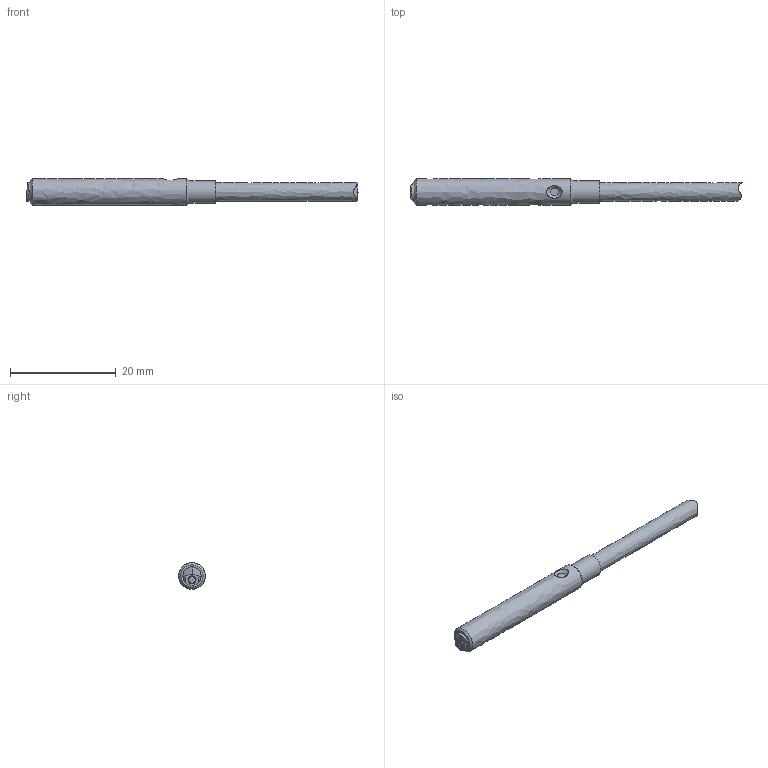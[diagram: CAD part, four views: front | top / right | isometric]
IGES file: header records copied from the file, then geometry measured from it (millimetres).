
Start section: Data from Parasolid IGES Translator 20.0.26, Copyright(c) 2006 Siemens P LM Software. All Rights Reserved.
Global section: file name: LTR-M05MA-NSK-403.igs; native system: By Siemens PLM Incorporated; preprocessor: XPlus GENERIC/IGES 20.0.26; author: Noname; organization: Noname; date: 20201111.093958; units: millimetre
Bounding box: 62.69 x 5 x 5 mm (x, y, z)
Surface area: 906.6 mm2 (no closed solid volume)
Topology: 0 solids, 0 shells, 36 faces, 151 edges, 136 vertices
Faces by surface type: revolution 20, extrusion 16
